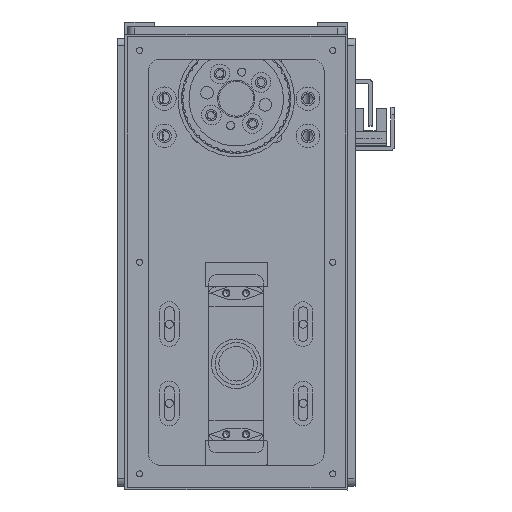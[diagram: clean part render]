
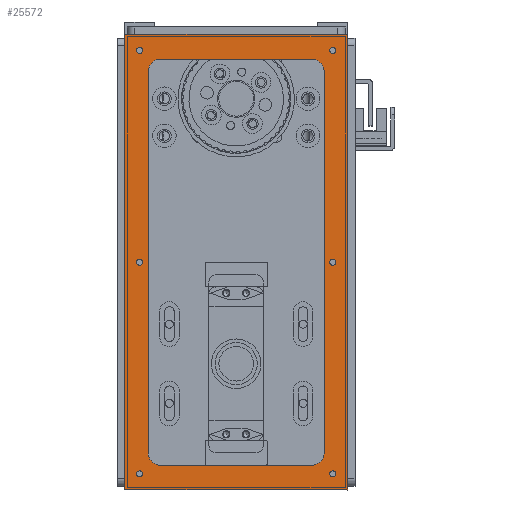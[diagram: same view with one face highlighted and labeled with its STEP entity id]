
A CAD part, left-side view. The second image highlights one B-rep face of the part: STEP entity #25572.
In plain terms, the highlighted face is planar.
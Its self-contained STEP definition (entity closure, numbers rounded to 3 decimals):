
#915=FACE_BOUND('',#5044,.T.);
#916=FACE_BOUND('',#5045,.T.);
#917=FACE_BOUND('',#5046,.T.);
#918=FACE_BOUND('',#5047,.T.);
#919=FACE_BOUND('',#5048,.T.);
#920=FACE_BOUND('',#5049,.T.);
#921=FACE_BOUND('',#5050,.T.);
#1495=PLANE('',#28362);
#3320=FACE_OUTER_BOUND('',#5043,.T.);
#5043=EDGE_LOOP('',(#22506,#22507,#22508,#22509));
#5044=EDGE_LOOP('',(#22510));
#5045=EDGE_LOOP('',(#22511));
#5046=EDGE_LOOP('',(#22512));
#5047=EDGE_LOOP('',(#22513));
#5048=EDGE_LOOP('',(#22514));
#5049=EDGE_LOOP('',(#22515));
#5050=EDGE_LOOP('',(#22516,#22517,#22518,#22519,#22520,#22521,#22522,#22523));
#7028=LINE('',#43190,#9065);
#7034=LINE('',#43205,#9071);
#7038=LINE('',#43217,#9075);
#7041=LINE('',#43226,#9078);
#7118=LINE('',#43495,#9155);
#7122=LINE('',#43503,#9159);
#7125=LINE('',#43509,#9162);
#7128=LINE('',#43514,#9165);
#9065=VECTOR('',#34645,10.);
#9071=VECTOR('',#34659,10.);
#9075=VECTOR('',#34671,10.);
#9078=VECTOR('',#34682,10.);
#9155=VECTOR('',#34963,10.);
#9159=VECTOR('',#34969,10.);
#9162=VECTOR('',#34974,10.);
#9165=VECTOR('',#34979,10.);
#10487=CIRCLE('',#28241,5.);
#10489=CIRCLE('',#28245,5.);
#10491=CIRCLE('',#28249,5.);
#10493=CIRCLE('',#28253,5.);
#10507=CIRCLE('',#28275,1.23);
#10509=CIRCLE('',#28278,1.23);
#10511=CIRCLE('',#28281,1.23);
#10513=CIRCLE('',#28284,1.23);
#10515=CIRCLE('',#28287,1.23);
#10517=CIRCLE('',#28290,1.23);
#12777=VERTEX_POINT('',#43180);
#12778=VERTEX_POINT('',#43181);
#12781=VERTEX_POINT('',#43189);
#12783=VERTEX_POINT('',#43195);
#12784=VERTEX_POINT('',#43196);
#12787=VERTEX_POINT('',#43207);
#12788=VERTEX_POINT('',#43208);
#12791=VERTEX_POINT('',#43219);
#12805=VERTEX_POINT('',#43264);
#12807=VERTEX_POINT('',#43270);
#12809=VERTEX_POINT('',#43276);
#12811=VERTEX_POINT('',#43282);
#12813=VERTEX_POINT('',#43288);
#12815=VERTEX_POINT('',#43294);
#12881=VERTEX_POINT('',#43493);
#12882=VERTEX_POINT('',#43494);
#12885=VERTEX_POINT('',#43502);
#12887=VERTEX_POINT('',#43508);
#16038=EDGE_CURVE('',#12777,#12778,#10487,.T.);
#16042=EDGE_CURVE('',#12781,#12778,#7028,.T.);
#16045=EDGE_CURVE('',#12783,#12784,#10489,.T.);
#16050=EDGE_CURVE('',#12777,#12784,#7034,.T.);
#16051=EDGE_CURVE('',#12787,#12788,#10491,.T.);
#16056=EDGE_CURVE('',#12783,#12788,#7038,.T.);
#16057=EDGE_CURVE('',#12781,#12791,#10493,.T.);
#16061=EDGE_CURVE('',#12787,#12791,#7041,.T.);
#16080=EDGE_CURVE('',#12805,#12805,#10507,.T.);
#16083=EDGE_CURVE('',#12807,#12807,#10509,.T.);
#16086=EDGE_CURVE('',#12809,#12809,#10511,.T.);
#16089=EDGE_CURVE('',#12811,#12811,#10513,.T.);
#16092=EDGE_CURVE('',#12813,#12813,#10515,.T.);
#16095=EDGE_CURVE('',#12815,#12815,#10517,.T.);
#16194=EDGE_CURVE('',#12881,#12882,#7118,.T.);
#16198=EDGE_CURVE('',#12885,#12881,#7122,.T.);
#16201=EDGE_CURVE('',#12887,#12885,#7125,.T.);
#16204=EDGE_CURVE('',#12882,#12887,#7128,.T.);
#22506=ORIENTED_EDGE('',*,*,#16204,.F.);
#22507=ORIENTED_EDGE('',*,*,#16194,.F.);
#22508=ORIENTED_EDGE('',*,*,#16198,.F.);
#22509=ORIENTED_EDGE('',*,*,#16201,.F.);
#22510=ORIENTED_EDGE('',*,*,#16080,.T.);
#22511=ORIENTED_EDGE('',*,*,#16083,.T.);
#22512=ORIENTED_EDGE('',*,*,#16086,.T.);
#22513=ORIENTED_EDGE('',*,*,#16089,.T.);
#22514=ORIENTED_EDGE('',*,*,#16092,.T.);
#22515=ORIENTED_EDGE('',*,*,#16095,.T.);
#22516=ORIENTED_EDGE('',*,*,#16042,.T.);
#22517=ORIENTED_EDGE('',*,*,#16038,.F.);
#22518=ORIENTED_EDGE('',*,*,#16050,.T.);
#22519=ORIENTED_EDGE('',*,*,#16045,.F.);
#22520=ORIENTED_EDGE('',*,*,#16056,.T.);
#22521=ORIENTED_EDGE('',*,*,#16051,.F.);
#22522=ORIENTED_EDGE('',*,*,#16061,.T.);
#22523=ORIENTED_EDGE('',*,*,#16057,.F.);
#25572=ADVANCED_FACE('',(#3320,#915,#916,#917,#918,#919,#920,#921),#1495,
 .T.);
#28241=AXIS2_PLACEMENT_3D('',#43182,#34637,#34638);
#28245=AXIS2_PLACEMENT_3D('',#43197,#34650,#34651);
#28249=AXIS2_PLACEMENT_3D('',#43209,#34662,#34663);
#28253=AXIS2_PLACEMENT_3D('',#43220,#34674,#34675);
#28275=AXIS2_PLACEMENT_3D('',#43265,#34727,#34728);
#28278=AXIS2_PLACEMENT_3D('',#43271,#34734,#34735);
#28281=AXIS2_PLACEMENT_3D('',#43277,#34741,#34742);
#28284=AXIS2_PLACEMENT_3D('',#43283,#34748,#34749);
#28287=AXIS2_PLACEMENT_3D('',#43289,#34755,#34756);
#28290=AXIS2_PLACEMENT_3D('',#43295,#34762,#34763);
#28362=AXIS2_PLACEMENT_3D('',#43517,#34983,#34984);
#34637=DIRECTION('center_axis',(0.,0.,1.));
#34638=DIRECTION('ref_axis',(0.707,0.707,0.));
#34645=DIRECTION('',(1.,0.,0.));
#34650=DIRECTION('center_axis',(0.,0.,1.));
#34651=DIRECTION('ref_axis',(0.707,-0.707,0.));
#34659=DIRECTION('',(0.,-1.,0.));
#34662=DIRECTION('center_axis',(0.,0.,1.));
#34663=DIRECTION('ref_axis',(-0.707,-0.707,0.));
#34671=DIRECTION('',(-1.,0.,0.));
#34674=DIRECTION('center_axis',(0.,0.,1.));
#34675=DIRECTION('ref_axis',(-0.707,0.707,0.));
#34682=DIRECTION('',(0.,1.,0.));
#34727=DIRECTION('center_axis',(0.,0.,-1.));
#34728=DIRECTION('ref_axis',(1.,0.,0.));
#34734=DIRECTION('center_axis',(0.,0.,-1.));
#34735=DIRECTION('ref_axis',(1.,0.,0.));
#34741=DIRECTION('center_axis',(0.,0.,-1.));
#34742=DIRECTION('ref_axis',(1.,0.,0.));
#34748=DIRECTION('center_axis',(0.,0.,-1.));
#34749=DIRECTION('ref_axis',(1.,0.,0.));
#34755=DIRECTION('center_axis',(0.,0.,-1.));
#34756=DIRECTION('ref_axis',(1.,0.,0.));
#34762=DIRECTION('center_axis',(0.,0.,-1.));
#34763=DIRECTION('ref_axis',(1.,0.,0.));
#34963=DIRECTION('',(0.,1.,0.));
#34969=DIRECTION('',(-1.,0.,0.));
#34974=DIRECTION('',(0.,-1.,0.));
#34979=DIRECTION('',(1.,0.,0.));
#34983=DIRECTION('center_axis',(0.,0.,1.));
#34984=DIRECTION('ref_axis',(1.,0.,0.));
#43180=CARTESIAN_POINT('',(82.,30.5,0.));
#43181=CARTESIAN_POINT('',(77.,35.5,0.));
#43182=CARTESIAN_POINT('Origin',(77.,30.5,0.));
#43189=CARTESIAN_POINT('',(-77.,35.5,0.));
#43190=CARTESIAN_POINT('',(-41.,35.5,0.));
#43195=CARTESIAN_POINT('',(77.,-35.5,0.));
#43196=CARTESIAN_POINT('',(82.,-30.5,0.));
#43197=CARTESIAN_POINT('Origin',(77.,-30.5,0.));
#43205=CARTESIAN_POINT('',(82.,17.75,0.));
#43207=CARTESIAN_POINT('',(-82.,-30.5,0.));
#43208=CARTESIAN_POINT('',(-77.,-35.5,0.));
#43209=CARTESIAN_POINT('Origin',(-77.,-30.5,0.));
#43217=CARTESIAN_POINT('',(41.,-35.5,0.));
#43219=CARTESIAN_POINT('',(-82.,30.5,0.));
#43220=CARTESIAN_POINT('Origin',(-77.,30.5,0.));
#43226=CARTESIAN_POINT('',(-82.,-17.75,0.));
#43264=CARTESIAN_POINT('',(84.271,39.,0.));
#43265=CARTESIAN_POINT('Origin',(85.5,39.,0.));
#43270=CARTESIAN_POINT('',(-1.23,-39.,0.));
#43271=CARTESIAN_POINT('Origin',(0.,-39.,0.));
#43276=CARTESIAN_POINT('',(-86.73,39.,0.));
#43277=CARTESIAN_POINT('Origin',(-85.5,39.,0.));
#43282=CARTESIAN_POINT('',(-86.73,-39.,0.));
#43283=CARTESIAN_POINT('Origin',(-85.5,-39.,0.));
#43288=CARTESIAN_POINT('',(84.271,-39.,0.));
#43289=CARTESIAN_POINT('Origin',(85.5,-39.,0.));
#43294=CARTESIAN_POINT('',(-1.23,39.,0.));
#43295=CARTESIAN_POINT('Origin',(0.,39.,0.));
#43493=CARTESIAN_POINT('',(-92.,-45.,0.));
#43494=CARTESIAN_POINT('',(-92.,45.,0.));
#43495=CARTESIAN_POINT('',(-92.,-45.,0.));
#43502=CARTESIAN_POINT('',(92.,-45.,0.));
#43503=CARTESIAN_POINT('',(92.,-45.,0.));
#43508=CARTESIAN_POINT('',(92.,45.,0.));
#43509=CARTESIAN_POINT('',(92.,45.,0.));
#43514=CARTESIAN_POINT('',(-92.,45.,0.));
#43517=CARTESIAN_POINT('Origin',(0.,0.,
0.));
